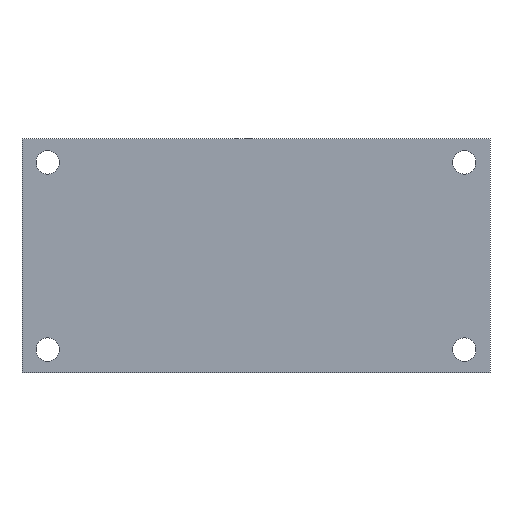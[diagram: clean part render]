
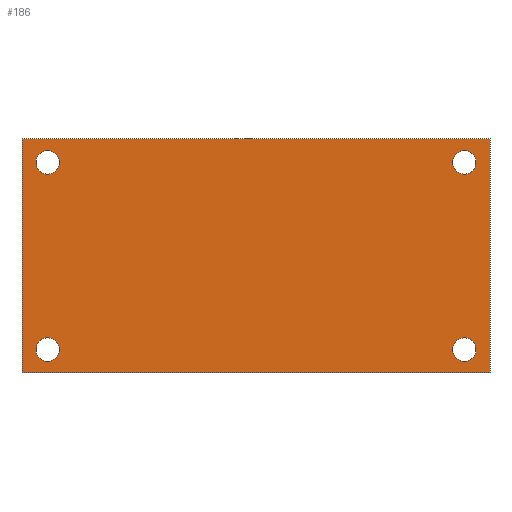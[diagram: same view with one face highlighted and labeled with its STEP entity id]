
A CAD part, front view. The second image highlights one B-rep face of the part: STEP entity #186.
In plain terms, the highlighted planar face has unit normal (0, -1, 0).
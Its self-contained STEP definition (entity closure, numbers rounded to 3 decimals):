
#5 = FACE_OUTER_BOUND ( 'NONE', #141, .T. ) ;
#6 = VERTEX_POINT ( 'NONE', #29 ) ;
#13 = EDGE_CURVE ( 'NONE', #256, #377, #190, .T. ) ;
#16 = DIRECTION ( 'NONE',  ( 0., 0., 1. ) ) ;
#18 = DIRECTION ( 'NONE',  ( -1., 0., 0. ) ) ;
#20 = CIRCLE ( 'NONE', #191, 5. ) ;
#29 = CARTESIAN_POINT ( 'NONE',  ( -100., -1., 50. ) ) ;
#31 = CARTESIAN_POINT ( 'NONE',  ( -100., -1., 50. ) ) ;
#36 = DIRECTION ( 'NONE',  ( 0., 0., 1. ) ) ;
#44 = DIRECTION ( 'NONE',  ( 0., 1., 0. ) ) ;
#55 = DIRECTION ( 'NONE',  ( 0., 0., -1. ) ) ;
#56 = ORIENTED_EDGE ( 'NONE', *, *, #119, .T. ) ;
#63 = CARTESIAN_POINT ( 'NONE',  ( -100., -1., 50. ) ) ;
#66 = ORIENTED_EDGE ( 'NONE', *, *, #482, .T. ) ;
#70 = DIRECTION ( 'NONE',  ( 0., 0., 1. ) ) ;
#73 = CIRCLE ( 'NONE', #354, 5. ) ;
#75 = CIRCLE ( 'NONE', #124, 5. ) ;
#81 = DIRECTION ( 'NONE',  ( 0., 0., 1. ) ) ;
#83 = CARTESIAN_POINT ( 'NONE',  ( 89., -1., 35. ) ) ;
#85 = AXIS2_PLACEMENT_3D ( 'NONE', #171, #329, #477 ) ;
#86 = CARTESIAN_POINT ( 'NONE',  ( 89., -1., 40. ) ) ;
#87 = ORIENTED_EDGE ( 'NONE', *, *, #347, .F. ) ;
#90 = ORIENTED_EDGE ( 'NONE', *, *, #167, .T. ) ;
#95 = CIRCLE ( 'NONE', #85, 5. ) ;
#98 = VERTEX_POINT ( 'NONE', #83 ) ;
#99 = DIRECTION ( 'NONE',  ( 1., 0., 0. ) ) ;
#102 = VERTEX_POINT ( 'NONE', #492 ) ;
#106 = CARTESIAN_POINT ( 'NONE',  ( 100., -1., 50. ) ) ;
#109 = EDGE_LOOP ( 'NONE', ( #162, #361 ) ) ;
#113 = AXIS2_PLACEMENT_3D ( 'NONE', #392, #132, #16 ) ;
#114 = CARTESIAN_POINT ( 'NONE',  ( -89., -1., 40. ) ) ;
#117 = CARTESIAN_POINT ( 'NONE',  ( 89., -1., -40. ) ) ;
#119 = EDGE_CURVE ( 'NONE', #221, #300, #73, .T. ) ;
#124 = AXIS2_PLACEMENT_3D ( 'NONE', #86, #466, #324 ) ;
#126 = ORIENTED_EDGE ( 'NONE', *, *, #13, .T. ) ;
#127 = VECTOR ( 'NONE', #99, 1000. ) ;
#128 = VERTEX_POINT ( 'NONE', #157 ) ;
#132 = DIRECTION ( 'NONE',  ( 0., 1., 0. ) ) ;
#134 = EDGE_CURVE ( 'NONE', #377, #256, #137, .T. ) ;
#137 = CIRCLE ( 'NONE', #418, 5. ) ;
#141 = EDGE_LOOP ( 'NONE', ( #439, #87, #258, #455 ) ) ;
#144 = LINE ( 'NONE', #106, #234 ) ;
#151 = CIRCLE ( 'NONE', #182, 5. ) ;
#157 = CARTESIAN_POINT ( 'NONE',  ( 89., -1., -45. ) ) ;
#162 = ORIENTED_EDGE ( 'NONE', *, *, #219, .T. ) ;
#167 = EDGE_CURVE ( 'NONE', #128, #211, #200, .T. ) ;
#169 = DIRECTION ( 'NONE',  ( 0., -1., 0. ) ) ;
#171 = CARTESIAN_POINT ( 'NONE',  ( -89., -1., -40. ) ) ;
#182 = AXIS2_PLACEMENT_3D ( 'NONE', #117, #44, #36 ) ;
#186 = ADVANCED_FACE ( 'NONE', ( #469, #364, #5, #241, #210 ), #199, .T. ) ;
#190 = CIRCLE ( 'NONE', #490, 5. ) ;
#191 = AXIS2_PLACEMENT_3D ( 'NONE', #263, #369, #70 ) ;
#193 = DIRECTION ( 'NONE',  ( 0., 1., 0. ) ) ;
#198 = DIRECTION ( 'NONE',  ( 0., 1., 0. ) ) ;
#199 = PLANE ( 'NONE',  #402 ) ;
#200 = CIRCLE ( 'NONE', #113, 5. ) ;
#204 = ORIENTED_EDGE ( 'NONE', *, *, #134, .T. ) ;
#207 = CARTESIAN_POINT ( 'NONE',  ( 0., -1., 0. ) ) ;
#210 = FACE_BOUND ( 'NONE', #109, .T. ) ;
#211 = VERTEX_POINT ( 'NONE', #432 ) ;
#214 = LINE ( 'NONE', #31, #127 ) ;
#219 = EDGE_CURVE ( 'NONE', #98, #403, #75, .T. ) ;
#221 = VERTEX_POINT ( 'NONE', #316 ) ;
#222 = CARTESIAN_POINT ( 'NONE',  ( 100., -1., -50. ) ) ;
#223 = ORIENTED_EDGE ( 'NONE', *, *, #373, .T. ) ;
#232 = DIRECTION ( 'NONE',  ( 0., 1., 0. ) ) ;
#234 = VECTOR ( 'NONE', #414, 1000. ) ;
#241 = FACE_BOUND ( 'NONE', #330, .T. ) ;
#254 = CARTESIAN_POINT ( 'NONE',  ( -89., -1., 35. ) ) ;
#256 = VERTEX_POINT ( 'NONE', #290 ) ;
#258 = ORIENTED_EDGE ( 'NONE', *, *, #276, .F. ) ;
#263 = CARTESIAN_POINT ( 'NONE',  ( 89., -1., 40. ) ) ;
#268 = DIRECTION ( 'NONE',  ( 0., 0., 1. ) ) ;
#276 = EDGE_CURVE ( 'NONE', #467, #6, #404, .T. ) ;
#285 = VERTEX_POINT ( 'NONE', #222 ) ;
#287 = EDGE_LOOP ( 'NONE', ( #90, #66 ) ) ;
#288 = EDGE_CURVE ( 'NONE', #102, #285, #144, .T. ) ;
#290 = CARTESIAN_POINT ( 'NONE',  ( -89., -1., 45. ) ) ;
#295 = DIRECTION ( 'NONE',  ( 0., 0., 1. ) ) ;
#299 = LINE ( 'NONE', #376, #362 ) ;
#300 = VERTEX_POINT ( 'NONE', #485 ) ;
#316 = CARTESIAN_POINT ( 'NONE',  ( -89., -1., -35. ) ) ;
#317 = EDGE_LOOP ( 'NONE', ( #223, #56 ) ) ;
#321 = EDGE_CURVE ( 'NONE', #285, #467, #299, .T. ) ;
#324 = DIRECTION ( 'NONE',  ( 0., 0., 1. ) ) ;
#329 = DIRECTION ( 'NONE',  ( 0., 1., 0. ) ) ;
#330 = EDGE_LOOP ( 'NONE', ( #204, #126 ) ) ;
#337 = EDGE_CURVE ( 'NONE', #403, #98, #20, .T. ) ;
#347 = EDGE_CURVE ( 'NONE', #6, #102, #214, .T. ) ;
#348 = CARTESIAN_POINT ( 'NONE',  ( -100., -1., -50. ) ) ;
#354 = AXIS2_PLACEMENT_3D ( 'NONE', #423, #198, #81 ) ;
#357 = VECTOR ( 'NONE', #295, 1000. ) ;
#361 = ORIENTED_EDGE ( 'NONE', *, *, #337, .T. ) ;
#362 = VECTOR ( 'NONE', #18, 1000. ) ;
#364 = FACE_BOUND ( 'NONE', #317, .T. ) ;
#369 = DIRECTION ( 'NONE',  ( 0., 1., 0. ) ) ;
#373 = EDGE_CURVE ( 'NONE', #300, #221, #95, .T. ) ;
#376 = CARTESIAN_POINT ( 'NONE',  ( -100., -1., -50. ) ) ;
#377 = VERTEX_POINT ( 'NONE', #254 ) ;
#381 = DIRECTION ( 'NONE',  ( 0., 0., 1. ) ) ;
#392 = CARTESIAN_POINT ( 'NONE',  ( 89., -1., -40. ) ) ;
#402 = AXIS2_PLACEMENT_3D ( 'NONE', #207, #169, #55 ) ;
#403 = VERTEX_POINT ( 'NONE', #483 ) ;
#404 = LINE ( 'NONE', #63, #357 ) ;
#414 = DIRECTION ( 'NONE',  ( 0., 0., -1. ) ) ;
#418 = AXIS2_PLACEMENT_3D ( 'NONE', #114, #193, #268 ) ;
#423 = CARTESIAN_POINT ( 'NONE',  ( -89., -1., -40. ) ) ;
#432 = CARTESIAN_POINT ( 'NONE',  ( 89., -1., -35. ) ) ;
#439 = ORIENTED_EDGE ( 'NONE', *, *, #288, .F. ) ;
#455 = ORIENTED_EDGE ( 'NONE', *, *, #321, .F. ) ;
#462 = CARTESIAN_POINT ( 'NONE',  ( -89., -1., 40. ) ) ;
#466 = DIRECTION ( 'NONE',  ( 0., 1., 0. ) ) ;
#467 = VERTEX_POINT ( 'NONE', #348 ) ;
#469 = FACE_BOUND ( 'NONE', #287, .T. ) ;
#477 = DIRECTION ( 'NONE',  ( 0., 0., 1. ) ) ;
#482 = EDGE_CURVE ( 'NONE', #211, #128, #151, .T. ) ;
#483 = CARTESIAN_POINT ( 'NONE',  ( 89., -1., 45. ) ) ;
#485 = CARTESIAN_POINT ( 'NONE',  ( -89., -1., -45. ) ) ;
#490 = AXIS2_PLACEMENT_3D ( 'NONE', #462, #232, #381 ) ;
#492 = CARTESIAN_POINT ( 'NONE',  ( 100., -1., 50. ) ) ;
